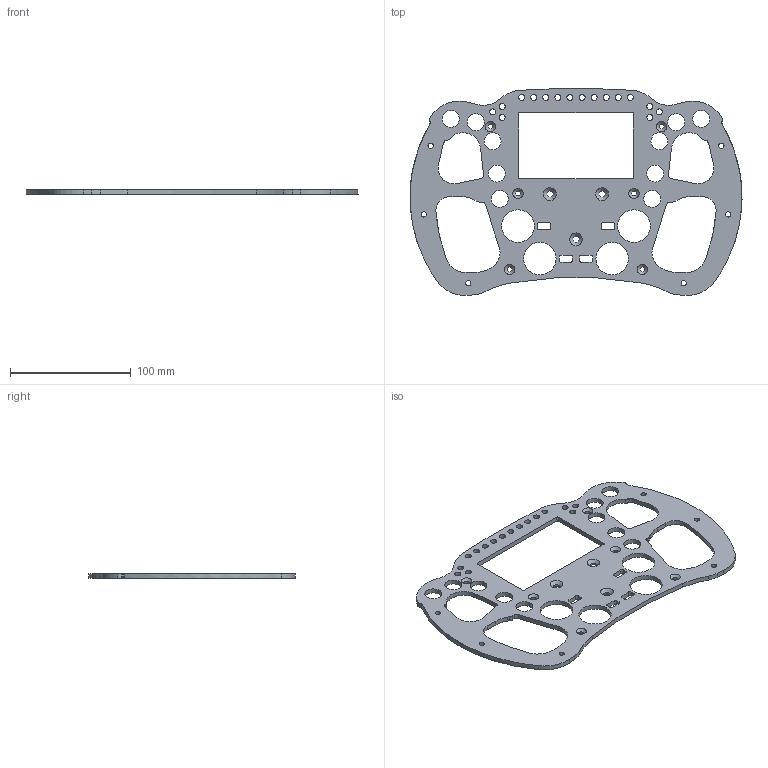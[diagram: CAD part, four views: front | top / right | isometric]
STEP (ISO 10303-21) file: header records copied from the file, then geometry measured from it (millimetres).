
FILE_DESCRIPTION(/* description */ (''),/* implementation_level */ '2;1');
FILE_NAME(/* name */ 'CCW MK2 v100.step',/* time_stamp */ '2021-01-29T19:48:53+01:00',/* author */ (''),/* organization */ (''),/* preprocessor_version */ 'ST-DEVELOPER v18.1',/* originating_system */ 'Autodesk Translation Framework v9.7.1.1290',/* authorisation */ '');
FILE_SCHEMA (('AUTOMOTIVE_DESIGN { 1 0 10303 214 3 1 1 }'));
Length unit declared in the file: millimetre
Products named in the file (2): CCW MK2; FrontPlate
Assembly tree (1 placements, depth 2):
  CCW MK2
    FrontPlate
Bounding box: 274.96 x 171.24 x 4 mm (x, y, z)
Volume: 90425.9 mm3; surface area: 57717.6 mm2
Topology: 1 solids, 1 shells, 178 faces, 519 edges, 343 vertices
Faces by surface type: cylinder 117, plane 42, bspline 10, cone 9
Full cylindrical faces by diameter (mm): 4.3 x12, 5 x16, 5.3 x3, 14 x10, 27 x4
Entity records: 6420 total; most frequent: CARTESIAN_POINT 1253, DIRECTION 1092, ORIENTED_EDGE 1038, EDGE_CURVE 519, AXIS2_PLACEMENT_3D 418, VERTEX_POINT 343, EDGE_LOOP 286, LINE 256
